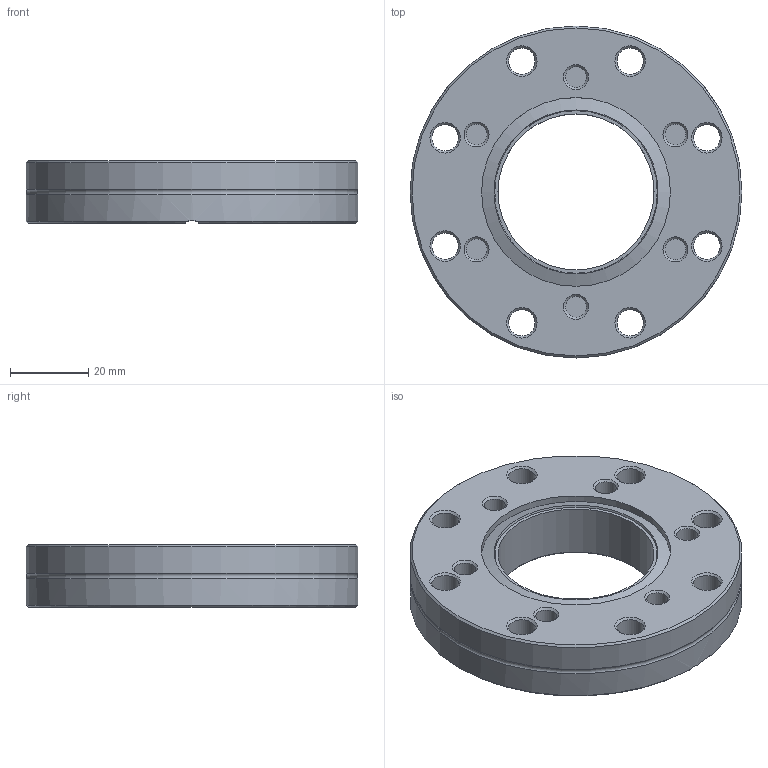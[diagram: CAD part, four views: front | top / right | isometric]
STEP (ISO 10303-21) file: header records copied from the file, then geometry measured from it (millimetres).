
FILE_DESCRIPTION( ( 'Unknown' ), '1' );
FILE_NAME( 'RF337X275T.stp', 'Unknown', ( 'Unknown' ), ( 'Unknown' ), 'PSStep 14.0', 'Unknown', ' ' );
FILE_SCHEMA( ( 'AUTOMOTIVE_DESIGN { 1 0 10303 214 1 1 1 1 }' ) );
Length unit declared in the file: millimetre
Products named in the file (1): 1
Bounding box: 84.84 x 84.84 x 16 mm (x, y, z)
Volume: 61199.2 mm3; surface area: 18677.2 mm2
Topology: 1 solids, 1 shells, 69 faces, 150 edges, 90 vertices
Faces by surface type: cone 29, cylinder 27, plane 11, torus 2
Full cylindrical faces by diameter (mm): 5.367 x12, 6.792 x8, 39.878 x1, 48.26 x1, 61.722 x1, 84.836 x2
Entity records: 1746 total; most frequent: CARTESIAN_POINT 300, DIRECTION 296, ORIENTED_EDGE 176, EDGE_LOOP 148, AXIS2_PLACEMENT_3D 146, FACE_OUTER_BOUND 96, EDGE_CURVE 88, VERTEX_POINT 82
